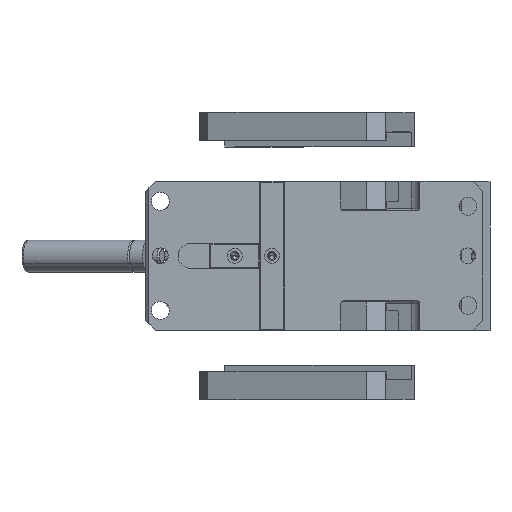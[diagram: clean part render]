
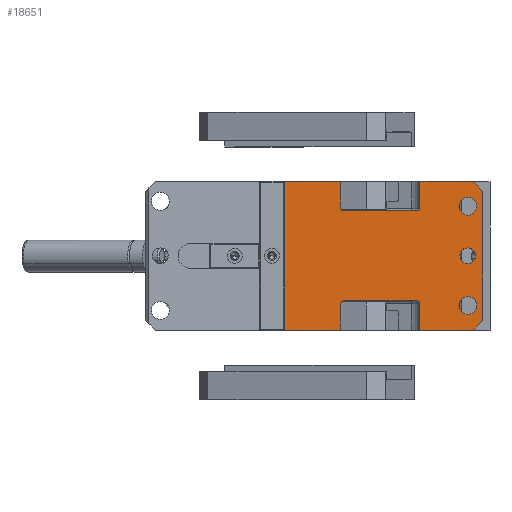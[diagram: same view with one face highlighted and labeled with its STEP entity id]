
A CAD part, top view. The second image highlights one B-rep face of the part: STEP entity #18651.
In plain terms, the highlighted planar face has unit normal (0, 0, 1).
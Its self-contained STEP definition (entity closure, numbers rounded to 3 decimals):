
#12566=CARTESIAN_POINT('Vertex',(80.,-65.,255.)) ;
#12604=CARTESIAN_POINT('Vertex',(80.,65.,255.)) ;
#12607=CARTESIAN_POINT('Line Origine',(80.,0.,255.)) ;
#12641=CARTESIAN_POINT('Vertex',(70.,75.,255.)) ;
#12644=CARTESIAN_POINT('Line Origine',(72.5,72.5,255.)) ;
#12761=CARTESIAN_POINT('Line Origine',(72.5,-72.5,255.)) ;
#12765=CARTESIAN_POINT('Vertex',(70.,-75.,255.)) ;
#14884=CARTESIAN_POINT('Line Origine',(16.652,-75.25,255.)) ;
#14888=CARTESIAN_POINT('Vertex',(16.652,-48.,255.)) ;
#14890=CARTESIAN_POINT('Vertex',(16.652,-75.,255.)) ;
#14924=CARTESIAN_POINT('Line Origine',(43.326,-75.,255.)) ;
#15046=CARTESIAN_POINT('Control Point',(16.652,-48.,255.)) ;
#15047=CARTESIAN_POINT('Control Point',(16.652,-47.203,255.)) ;
#15048=CARTESIAN_POINT('Control Point',(16.327,-46.403,255.)) ;
#15049=CARTESIAN_POINT('Control Point',(15.671,-45.792,255.)) ;
#15050=CARTESIAN_POINT('Control Point',(14.871,-45.5,255.)) ;
#15051=CARTESIAN_POINT('Control Point',(14.074,-45.5,255.)) ;
#15052=CARTESIAN_POINT('Vertex',(14.074,-45.5,255.)) ;
#15150=CARTESIAN_POINT('Line Origine',(-23.213,-45.5,255.)) ;
#15154=CARTESIAN_POINT('Vertex',(-60.5,-45.5,255.)) ;
#15190=CARTESIAN_POINT('Axis2P3D Location',(-60.5,-48.,255.)) ;
#15194=CARTESIAN_POINT('Vertex',(-63.,-48.,255.)) ;
#15230=CARTESIAN_POINT('Line Origine',(-63.,-61.5,255.)) ;
#15234=CARTESIAN_POINT('Vertex',(-63.,-75.,255.)) ;
#15261=CARTESIAN_POINT('Line Origine',(-91.5,-75.,255.)) ;
#15265=CARTESIAN_POINT('Vertex',(-120.,-75.,255.)) ;
#15334=CARTESIAN_POINT('Line Origine',(-120.,0.,255.)) ;
#15338=CARTESIAN_POINT('Vertex',(-120.,75.,255.)) ;
#15389=CARTESIAN_POINT('Line Origine',(-91.5,75.,255.)) ;
#15393=CARTESIAN_POINT('Vertex',(-63.,75.,255.)) ;
#15424=CARTESIAN_POINT('Line Origine',(-63.,61.5,255.)) ;
#15428=CARTESIAN_POINT('Vertex',(-63.,48.,255.)) ;
#15455=CARTESIAN_POINT('Axis2P3D Location',(-60.5,48.,255.)) ;
#15459=CARTESIAN_POINT('Vertex',(-60.5,45.5,255.)) ;
#15500=CARTESIAN_POINT('Line Origine',(-23.213,45.5,255.)) ;
#15504=CARTESIAN_POINT('Vertex',(14.074,45.5,255.)) ;
#15558=CARTESIAN_POINT('Vertex',(16.652,48.,255.)) ;
#15567=CARTESIAN_POINT('Control Point',(16.652,48.,255.)) ;
#15568=CARTESIAN_POINT('Control Point',(16.652,47.203,255.)) ;
#15569=CARTESIAN_POINT('Control Point',(16.327,46.403,255.)) ;
#15570=CARTESIAN_POINT('Control Point',(15.671,45.792,255.)) ;
#15571=CARTESIAN_POINT('Control Point',(14.871,45.5,255.)) ;
#15572=CARTESIAN_POINT('Control Point',(14.074,45.5,255.)) ;
#15581=CARTESIAN_POINT('Line Origine',(16.652,-75.25,255.)) ;
#15585=CARTESIAN_POINT('Vertex',(16.652,75.,255.)) ;
#15626=CARTESIAN_POINT('Line Origine',(43.326,75.,255.)) ;
#18012=CARTESIAN_POINT('Axis2P3D Location',(0.,0.,255.)) ;
#18597=CARTESIAN_POINT('Axis2P3D Location',(65.,0.,255.)) ;
#18601=CARTESIAN_POINT('Vertex',(57.,0.,255.)) ;
#18603=CARTESIAN_POINT('Vertex',(73.,0.,255.)) ;
#18606=CARTESIAN_POINT('Axis2P3D Location',(65.,0.,255.)) ;
#18615=CARTESIAN_POINT('Axis2P3D Location',(65.,-50.,255.)) ;
#18619=CARTESIAN_POINT('Vertex',(56.,-50.,255.)) ;
#18621=CARTESIAN_POINT('Vertex',(74.,-50.,255.)) ;
#18624=CARTESIAN_POINT('Axis2P3D Location',(65.,-50.,255.)) ;
#18633=CARTESIAN_POINT('Axis2P3D Location',(65.,50.,255.)) ;
#18637=CARTESIAN_POINT('Vertex',(74.,50.,255.)) ;
#18639=CARTESIAN_POINT('Vertex',(56.,50.,255.)) ;
#18642=CARTESIAN_POINT('Axis2P3D Location',(65.,50.,255.)) ;
#12608=DIRECTION('Vector Direction',(0.,1.,0.)) ;
#12645=DIRECTION('Vector Direction',(-0.707,0.707,0.)) ;
#12762=DIRECTION('Vector Direction',(-0.707,-0.707,0.)) ;
#14885=DIRECTION('Vector Direction',(0.,-1.,0.)) ;
#14925=DIRECTION('Vector Direction',(-1.,0.,0.)) ;
#15151=DIRECTION('Vector Direction',(-1.,0.,0.)) ;
#15191=DIRECTION('Axis2P3D Direction',(0.,-0.,1.)) ;
#15231=DIRECTION('Vector Direction',(0.,-1.,0.)) ;
#15262=DIRECTION('Vector Direction',(1.,0.,0.)) ;
#15335=DIRECTION('Vector Direction',(0.,1.,0.)) ;
#15390=DIRECTION('Vector Direction',(1.,0.,0.)) ;
#15425=DIRECTION('Vector Direction',(0.,-1.,0.)) ;
#15456=DIRECTION('Axis2P3D Direction',(0.,-0.,-1.)) ;
#15501=DIRECTION('Vector Direction',(-1.,0.,0.)) ;
#15582=DIRECTION('Vector Direction',(0.,-1.,0.)) ;
#15627=DIRECTION('Vector Direction',(-1.,0.,0.)) ;
#18013=DIRECTION('Axis2P3D Direction',(0.,0.,-1.)) ;
#18014=DIRECTION('Axis2P3D XDirection',(-1.,0.,0.)) ;
#18598=DIRECTION('Axis2P3D Direction',(0.,0.,-1.)) ;
#18607=DIRECTION('Axis2P3D Direction',(0.,0.,-1.)) ;
#18616=DIRECTION('Axis2P3D Direction',(0.,0.,-1.)) ;
#18625=DIRECTION('Axis2P3D Direction',(0.,0.,-1.)) ;
#18634=DIRECTION('Axis2P3D Direction',(0.,0.,-1.)) ;
#18643=DIRECTION('Axis2P3D Direction',(0.,0.,-1.)) ;
#15192=AXIS2_PLACEMENT_3D('Circle Axis2P3D',#15190,#15191,$) ;
#15457=AXIS2_PLACEMENT_3D('Circle Axis2P3D',#15455,#15456,$) ;
#18015=AXIS2_PLACEMENT_3D('Plane Axis2P3D',#18012,#18013,#18014) ;
#18599=AXIS2_PLACEMENT_3D('Circle Axis2P3D',#18597,#18598,$) ;
#18608=AXIS2_PLACEMENT_3D('Circle Axis2P3D',#18606,#18607,$) ;
#18617=AXIS2_PLACEMENT_3D('Circle Axis2P3D',#18615,#18616,$) ;
#18626=AXIS2_PLACEMENT_3D('Circle Axis2P3D',#18624,#18625,$) ;
#18635=AXIS2_PLACEMENT_3D('Circle Axis2P3D',#18633,#18634,$) ;
#18644=AXIS2_PLACEMENT_3D('Circle Axis2P3D',#18642,#18643,$) ;
#18578=ORIENTED_EDGE('',*,*,#12767,.T.) ;
#18579=ORIENTED_EDGE('',*,*,#12611,.T.) ;
#18580=ORIENTED_EDGE('',*,*,#12648,.F.) ;
#18581=ORIENTED_EDGE('',*,*,#15630,.T.) ;
#18582=ORIENTED_EDGE('',*,*,#15587,.T.) ;
#18583=ORIENTED_EDGE('',*,*,#15573,.T.) ;
#18584=ORIENTED_EDGE('',*,*,#15506,.T.) ;
#18585=ORIENTED_EDGE('',*,*,#15461,.T.) ;
#18586=ORIENTED_EDGE('',*,*,#15430,.F.) ;
#18587=ORIENTED_EDGE('',*,*,#15395,.F.) ;
#18588=ORIENTED_EDGE('',*,*,#15340,.F.) ;
#18589=ORIENTED_EDGE('',*,*,#15267,.T.) ;
#18590=ORIENTED_EDGE('',*,*,#15236,.F.) ;
#18591=ORIENTED_EDGE('',*,*,#15196,.T.) ;
#18592=ORIENTED_EDGE('',*,*,#15156,.F.) ;
#18593=ORIENTED_EDGE('',*,*,#15054,.F.) ;
#18594=ORIENTED_EDGE('',*,*,#14892,.T.) ;
#18595=ORIENTED_EDGE('',*,*,#14928,.F.) ;
#18612=ORIENTED_EDGE('',*,*,#18605,.T.) ;
#18613=ORIENTED_EDGE('',*,*,#18610,.T.) ;
#18630=ORIENTED_EDGE('',*,*,#18623,.T.) ;
#18631=ORIENTED_EDGE('',*,*,#18628,.T.) ;
#18648=ORIENTED_EDGE('',*,*,#18641,.T.) ;
#18649=ORIENTED_EDGE('',*,*,#18646,.T.) ;
#18614=FACE_BOUND('',#18611,.T.) ;
#18632=FACE_BOUND('',#18629,.T.) ;
#18650=FACE_BOUND('',#18647,.T.) ;
#12609=VECTOR('Line Direction',#12608,1.) ;
#12646=VECTOR('Line Direction',#12645,1.) ;
#12763=VECTOR('Line Direction',#12762,1.) ;
#14886=VECTOR('Line Direction',#14885,1.) ;
#14926=VECTOR('Line Direction',#14925,1.) ;
#15152=VECTOR('Line Direction',#15151,1.) ;
#15232=VECTOR('Line Direction',#15231,1.) ;
#15263=VECTOR('Line Direction',#15262,1.) ;
#15336=VECTOR('Line Direction',#15335,1.) ;
#15391=VECTOR('Line Direction',#15390,1.) ;
#15426=VECTOR('Line Direction',#15425,1.) ;
#15502=VECTOR('Line Direction',#15501,1.) ;
#15583=VECTOR('Line Direction',#15582,1.) ;
#15628=VECTOR('Line Direction',#15627,1.) ;
#18651=ADVANCED_FACE('SCHIEBERBETT',(#18596,#18614,#18632,#18650),#18016,.F.) ;
#15045=B_SPLINE_CURVE_WITH_KNOTS('',5,(#15046,#15047,#15048,#15049,#15050,#15051),.UNSPECIFIED.,.F.,.U.,(6,6),(0.,5.637),.UNSPECIFIED.) ;
#15566=B_SPLINE_CURVE_WITH_KNOTS('',5,(#15567,#15568,#15569,#15570,#15571,#15572),.UNSPECIFIED.,.F.,.U.,(6,6),(0.,5.637),.UNSPECIFIED.) ;
#15193=CIRCLE('generated circle',#15192,2.5) ;
#15458=CIRCLE('generated circle',#15457,2.5) ;
#18600=CIRCLE('generated circle',#18599,8.) ;
#18609=CIRCLE('generated circle',#18608,8.) ;
#18618=CIRCLE('generated circle',#18617,9.) ;
#18627=CIRCLE('generated circle',#18626,9.) ;
#18636=CIRCLE('generated circle',#18635,9.) ;
#18645=CIRCLE('generated circle',#18644,9.) ;
#12611=EDGE_CURVE('',#12567,#12605,#12610,.T.) ;
#12648=EDGE_CURVE('',#12642,#12605,#12647,.F.) ;
#12767=EDGE_CURVE('',#12766,#12567,#12764,.F.) ;
#14892=EDGE_CURVE('',#14889,#14891,#14887,.T.) ;
#14928=EDGE_CURVE('',#12766,#14891,#14927,.T.) ;
#15054=EDGE_CURVE('',#14889,#15053,#15045,.T.) ;
#15156=EDGE_CURVE('',#15053,#15155,#15153,.T.) ;
#15196=EDGE_CURVE('',#15195,#15155,#15193,.F.) ;
#15236=EDGE_CURVE('',#15195,#15235,#15233,.T.) ;
#15267=EDGE_CURVE('',#15266,#15235,#15264,.T.) ;
#15340=EDGE_CURVE('',#15266,#15339,#15337,.T.) ;
#15395=EDGE_CURVE('',#15339,#15394,#15392,.T.) ;
#15430=EDGE_CURVE('',#15394,#15429,#15427,.T.) ;
#15461=EDGE_CURVE('',#15460,#15429,#15458,.T.) ;
#15506=EDGE_CURVE('',#15505,#15460,#15503,.T.) ;
#15573=EDGE_CURVE('',#15559,#15505,#15566,.T.) ;
#15587=EDGE_CURVE('',#15586,#15559,#15584,.T.) ;
#15630=EDGE_CURVE('',#12642,#15586,#15629,.T.) ;
#18605=EDGE_CURVE('',#18602,#18604,#18600,.T.) ;
#18610=EDGE_CURVE('',#18604,#18602,#18609,.T.) ;
#18623=EDGE_CURVE('',#18620,#18622,#18618,.T.) ;
#18628=EDGE_CURVE('',#18622,#18620,#18627,.T.) ;
#18641=EDGE_CURVE('',#18638,#18640,#18636,.T.) ;
#18646=EDGE_CURVE('',#18640,#18638,#18645,.T.) ;
#18577=EDGE_LOOP('',(#18578,#18579,#18580,#18581,#18582,#18583,#18584,#18585,#18586,#18587,#18588,#18589,#18590,#18591,#18592,#18593,#18594,#18595)) ;
#18611=EDGE_LOOP('',(#18612,#18613)) ;
#18629=EDGE_LOOP('',(#18630,#18631)) ;
#18647=EDGE_LOOP('',(#18648,#18649)) ;
#18596=FACE_OUTER_BOUND('',#18577,.T.) ;
#12610=LINE('Line',#12607,#12609) ;
#12647=LINE('Line',#12644,#12646) ;
#12764=LINE('Line',#12761,#12763) ;
#14887=LINE('Line',#14884,#14886) ;
#14927=LINE('Line',#14924,#14926) ;
#15153=LINE('Line',#15150,#15152) ;
#15233=LINE('Line',#15230,#15232) ;
#15264=LINE('Line',#15261,#15263) ;
#15337=LINE('Line',#15334,#15336) ;
#15392=LINE('Line',#15389,#15391) ;
#15427=LINE('Line',#15424,#15426) ;
#15503=LINE('Line',#15500,#15502) ;
#15584=LINE('Line',#15581,#15583) ;
#15629=LINE('Line',#15626,#15628) ;
#18016=PLANE('',#18015) ;
#12567=VERTEX_POINT('',#12566) ;
#12605=VERTEX_POINT('',#12604) ;
#12642=VERTEX_POINT('',#12641) ;
#12766=VERTEX_POINT('',#12765) ;
#14889=VERTEX_POINT('',#14888) ;
#14891=VERTEX_POINT('',#14890) ;
#15053=VERTEX_POINT('',#15052) ;
#15155=VERTEX_POINT('',#15154) ;
#15195=VERTEX_POINT('',#15194) ;
#15235=VERTEX_POINT('',#15234) ;
#15266=VERTEX_POINT('',#15265) ;
#15339=VERTEX_POINT('',#15338) ;
#15394=VERTEX_POINT('',#15393) ;
#15429=VERTEX_POINT('',#15428) ;
#15460=VERTEX_POINT('',#15459) ;
#15505=VERTEX_POINT('',#15504) ;
#15559=VERTEX_POINT('',#15558) ;
#15586=VERTEX_POINT('',#15585) ;
#18602=VERTEX_POINT('',#18601) ;
#18604=VERTEX_POINT('',#18603) ;
#18620=VERTEX_POINT('',#18619) ;
#18622=VERTEX_POINT('',#18621) ;
#18638=VERTEX_POINT('',#18637) ;
#18640=VERTEX_POINT('',#18639) ;
